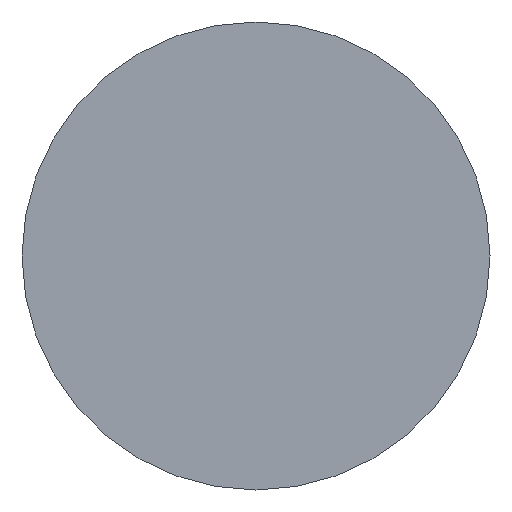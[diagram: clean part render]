
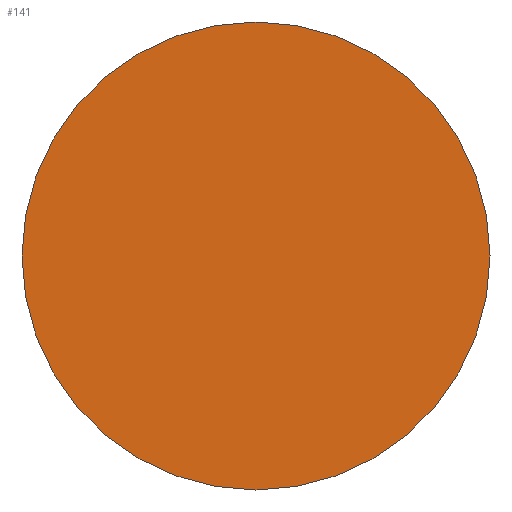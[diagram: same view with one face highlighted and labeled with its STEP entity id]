
A CAD part, left-side view. The second image highlights one B-rep face of the part: STEP entity #141.
In plain terms, the highlighted planar face has unit normal (-1, 0, 0).
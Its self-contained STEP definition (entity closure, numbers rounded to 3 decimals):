
#3 = CIRCLE ( 'NONE', #133, 55. ) ;
#13 = DIRECTION ( 'NONE',  ( 1., 0., 0. ) ) ;
#14 = VERTEX_POINT ( 'NONE', #69 ) ;
#33 = CARTESIAN_POINT ( 'NONE',  ( 0., 0., 0. ) ) ;
#41 = ORIENTED_EDGE ( 'NONE', *, *, #42, .F. ) ;
#42 = EDGE_CURVE ( 'NONE', #58, #14, #151, .T. ) ;
#45 = ORIENTED_EDGE ( 'NONE', *, *, #47, .F. ) ;
#46 = CARTESIAN_POINT ( 'NONE',  ( 0., 0., 55. ) ) ;
#47 = EDGE_CURVE ( 'NONE', #14, #58, #3, .T. ) ;
#58 = VERTEX_POINT ( 'NONE', #46 ) ;
#59 = FACE_OUTER_BOUND ( 'NONE', #109, .T. ) ;
#69 = CARTESIAN_POINT ( 'NONE',  ( 0., 0., -55. ) ) ;
#79 = AXIS2_PLACEMENT_3D ( 'NONE', #33, #100, #122 ) ;
#100 = DIRECTION ( 'NONE',  ( 1., 0., 0. ) ) ;
#109 = EDGE_LOOP ( 'NONE', ( #41, #45 ) ) ;
#113 = PLANE ( 'NONE',  #158 ) ;
#115 = DIRECTION ( 'NONE',  ( 0., 0., -1. ) ) ;
#121 = CARTESIAN_POINT ( 'NONE',  ( 0., 0., 0. ) ) ;
#122 = DIRECTION ( 'NONE',  ( 0., 0., -1. ) ) ;
#133 = AXIS2_PLACEMENT_3D ( 'NONE', #121, #13, #162 ) ;
#141 = ADVANCED_FACE ( 'NONE', ( #59 ), #113, .F. ) ;
#151 = CIRCLE ( 'NONE', #79, 55. ) ;
#158 = AXIS2_PLACEMENT_3D ( 'NONE', #165, #171, #115 ) ;
#162 = DIRECTION ( 'NONE',  ( 0., 0., -1. ) ) ;
#165 = CARTESIAN_POINT ( 'NONE',  ( 0., 0., 0. ) ) ;
#171 = DIRECTION ( 'NONE',  ( 1., 0., 0. ) ) ;
